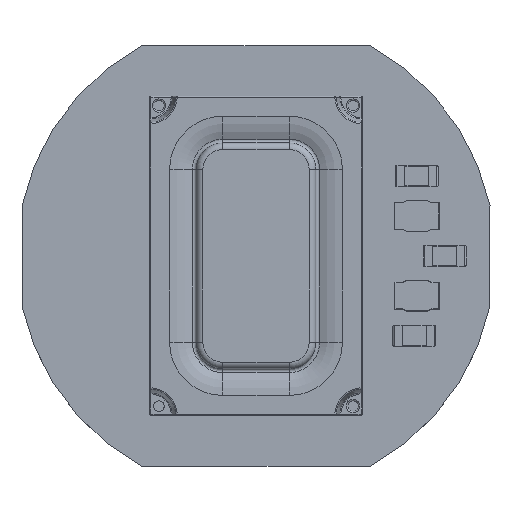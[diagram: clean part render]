
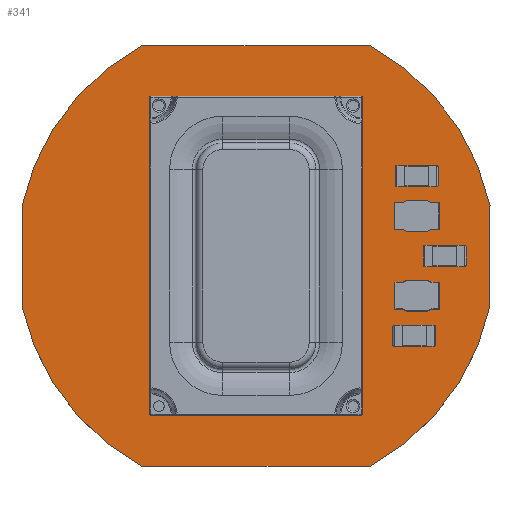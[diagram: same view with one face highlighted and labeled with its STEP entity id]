
A CAD part, top view. The second image highlights one B-rep face of the part: STEP entity #341.
In plain terms, the highlighted planar face has unit normal (0, 0, 1).
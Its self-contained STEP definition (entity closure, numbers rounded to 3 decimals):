
#76 = VERTEX_POINT('',#77);
#77 = CARTESIAN_POINT('',(4.597,0.095,1.641)
  );
#83 = EDGE_CURVE('',#76,#84,#86,.T.);
#84 = VERTEX_POINT('',#85);
#85 = CARTESIAN_POINT('',(0.1,6.1,1.641));
#86 = CIRCLE('',#87,9.019);
#87 = AXIS2_PLACEMENT_3D('',#88,#89,#90);
#88 = CARTESIAN_POINT('',(8.913,8.014,1.641));
#89 = DIRECTION('',(0.,0.,-1.));
#90 = DIRECTION('',(-0.479,-0.878,0.));
#116 = EDGE_CURVE('',#84,#117,#119,.T.);
#117 = VERTEX_POINT('',#118);
#118 = CARTESIAN_POINT('',(0.103,9.899,1.641));
#119 = LINE('',#120,#121);
#120 = CARTESIAN_POINT('',(0.1,6.1,1.641));
#121 = VECTOR('',#122,1.);
#122 = DIRECTION('',(0.001,1.,0.));
#147 = EDGE_CURVE('',#117,#148,#150,.T.);
#148 = VERTEX_POINT('',#149);
#149 = CARTESIAN_POINT('',(4.6,15.9,1.641));
#150 = CIRCLE('',#151,8.969);
#151 = AXIS2_PLACEMENT_3D('',#152,#153,#154);
#152 = CARTESIAN_POINT('',(8.872,8.013,1.641));
#153 = DIRECTION('',(0.,0.,-1.));
#154 = DIRECTION('',(-0.978,0.21,0.));
#180 = EDGE_CURVE('',#148,#181,#183,.T.);
#181 = VERTEX_POINT('',#182);
#182 = CARTESIAN_POINT('',(13.203,15.905,1.641));
#183 = LINE('',#184,#185);
#184 = CARTESIAN_POINT('',(4.6,15.9,1.641));
#185 = VECTOR('',#186,1.);
#186 = DIRECTION('',(1.,0.001,0.));
#211 = EDGE_CURVE('',#181,#212,#214,.T.);
#212 = VERTEX_POINT('',#213);
#213 = CARTESIAN_POINT('',(17.7,9.9,1.641));
#214 = CIRCLE('',#215,9.019);
#215 = AXIS2_PLACEMENT_3D('',#216,#217,#218);
#216 = CARTESIAN_POINT('',(8.887,7.986,1.641));
#217 = DIRECTION('',(0.,0.,-1.));
#218 = DIRECTION('',(0.479,0.878,0.));
#244 = EDGE_CURVE('',#212,#245,#247,.T.);
#245 = VERTEX_POINT('',#246);
#246 = CARTESIAN_POINT('',(17.697,6.101,1.641));
#247 = LINE('',#248,#249);
#248 = CARTESIAN_POINT('',(17.7,9.9,1.641));
#249 = VECTOR('',#250,1.);
#250 = DIRECTION('',(-0.001,-1.,0.));
#275 = EDGE_CURVE('',#245,#276,#278,.T.);
#276 = VERTEX_POINT('',#277);
#277 = CARTESIAN_POINT('',(13.2,0.1,1.641));
#278 = CIRCLE('',#279,8.97);
#279 = AXIS2_PLACEMENT_3D('',#280,#281,#282);
#280 = CARTESIAN_POINT('',(8.928,7.987,1.641));
#281 = DIRECTION('',(0.,0.,-1.));
#282 = DIRECTION('',(0.978,-0.21,0.));
#308 = EDGE_CURVE('',#276,#76,#309,.T.);
#309 = LINE('',#310,#311);
#310 = CARTESIAN_POINT('',(13.2,0.1,1.641));
#311 = VECTOR('',#312,1.);
#312 = DIRECTION('',(-1.,-0.001,0.));
#341 = ADVANCED_FACE('',(#342),#352,.T.);
#342 = FACE_BOUND('',#343,.F.);
#343 = EDGE_LOOP('',(#344,#345,#346,#347,#348,#349,#350,#351));
#344 = ORIENTED_EDGE('',*,*,#83,.T.);
#345 = ORIENTED_EDGE('',*,*,#116,.T.);
#346 = ORIENTED_EDGE('',*,*,#147,.T.);
#347 = ORIENTED_EDGE('',*,*,#180,.T.);
#348 = ORIENTED_EDGE('',*,*,#211,.T.);
#349 = ORIENTED_EDGE('',*,*,#244,.T.);
#350 = ORIENTED_EDGE('',*,*,#275,.T.);
#351 = ORIENTED_EDGE('',*,*,#308,.T.);
#352 = PLANE('',#353);
#353 = AXIS2_PLACEMENT_3D('',#354,#355,#356);
#354 = CARTESIAN_POINT('',(4.597,0.095,1.641)
  );
#355 = DIRECTION('',(0.,0.,1.));
#356 = DIRECTION('',(1.,0.,0.));
